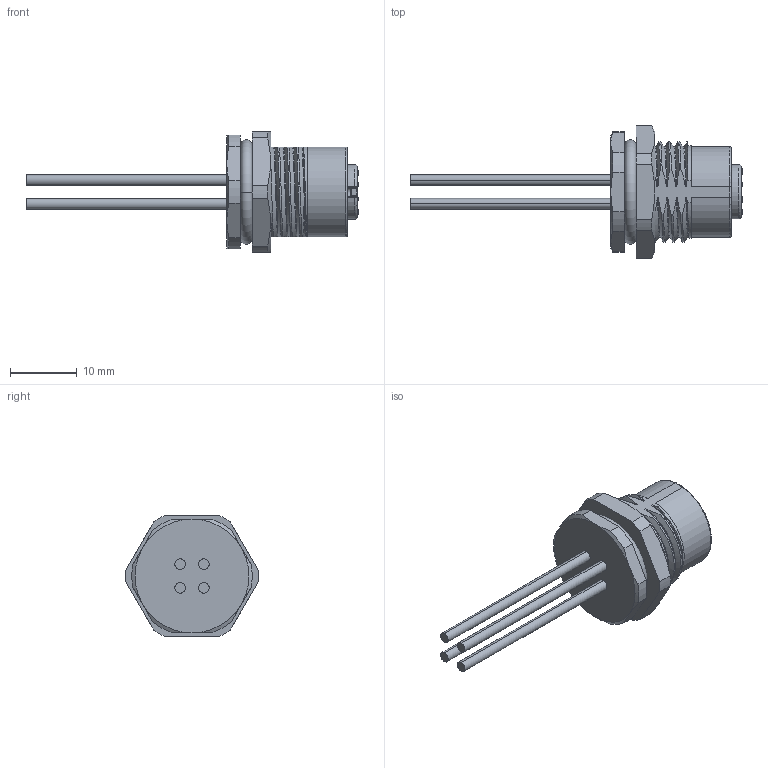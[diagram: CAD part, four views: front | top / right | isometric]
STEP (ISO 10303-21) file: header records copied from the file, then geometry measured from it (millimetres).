
FILE_DESCRIPTION((''),'2;1');
FILE_NAME('237152_SM01_ASM','2024-06-04T09:13:35',('banengservice'),('BANNER ENGINEERING'),'CREO PARAMETRIC BY PTC INC, 2022414','CREO PARAMETRIC BY PTC INC, 2022414','');
FILE_SCHEMA(('CONFIG_CONTROL_DESIGN'));
Length unit declared in the file: millimetre
Products named in the file (2): 237152_EP01; 237152_SM01_ASM
Assembly tree (1 placements, depth 2):
  237152_SM01_ASM
    237152_EP01
Bounding box: 49.6 x 19.79 x 18 mm (x, y, z)
Volume: 3187.3 mm3; surface area: 3642.9 mm2
Topology: 1 solids, 1 shells, 377 faces, 1059 edges, 693 vertices
Faces by surface type: plane 131, cylinder 108, cone 48, bspline 43, extrusion 30, torus 17
Entity records: 17415 total; most frequent: CARTESIAN_POINT 8071, ORIENTED_EDGE 2102, DIRECTION 1692, EDGE_CURVE 1051, VERTEX_POINT 693, AXIS2_PLACEMENT_3D 590, VECTOR 512, LINE 482
